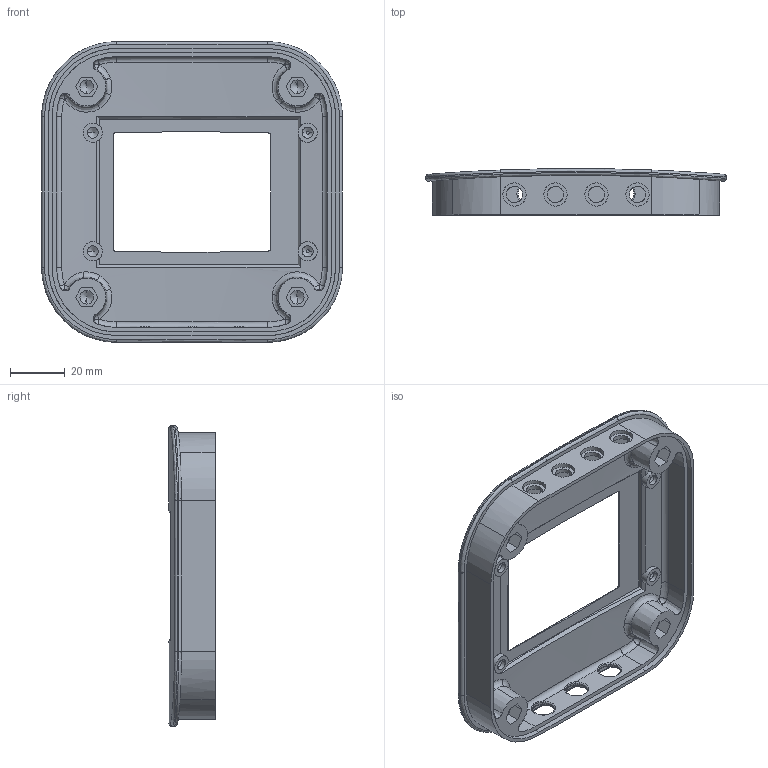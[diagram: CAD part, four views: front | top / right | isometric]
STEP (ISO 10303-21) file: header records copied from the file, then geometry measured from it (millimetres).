
FILE_DESCRIPTION(('CATIA V5 STEP Exchange'),'2;1');
FILE_NAME('Deckel_Anschluss_links_mittig_rechts.stp','2015-12-28T23:52:29+00:00',('none'),('none'),'CATIA Version 5 Release 19 SP 9 (IN-10)','CATIA V5 STEP AP203','none');
FILE_SCHEMA(('CONFIG_CONTROL_DESIGN'));
Length unit declared in the file: millimetre
Products named in the file (1): Deckel_oben
Bounding box: 110 x 17 x 110 mm (x, y, z)
Volume: 44852.6 mm3; surface area: 29823 mm2
Topology: 1 solids, 1 shells, 330 faces, 854 edges, 532 vertices
Faces by surface type: plane 94, bspline 84, cylinder 81, cone 26, torus 16, sphere 16, extrusion 13
Entity records: 19169 total; most frequent: CARTESIAN_POINT 12390, ORIENTED_EDGE 1684, DIRECTION 892, EDGE_CURVE 842, VERTEX_POINT 532, EDGE_LOOP 364, AXIS2_PLACEMENT_3D 359, ADVANCED_FACE 330
